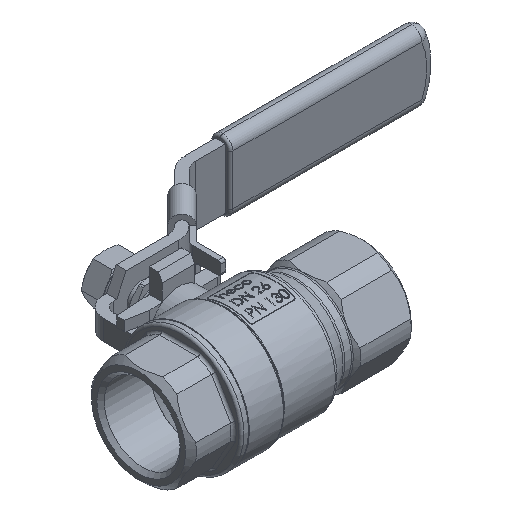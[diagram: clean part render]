
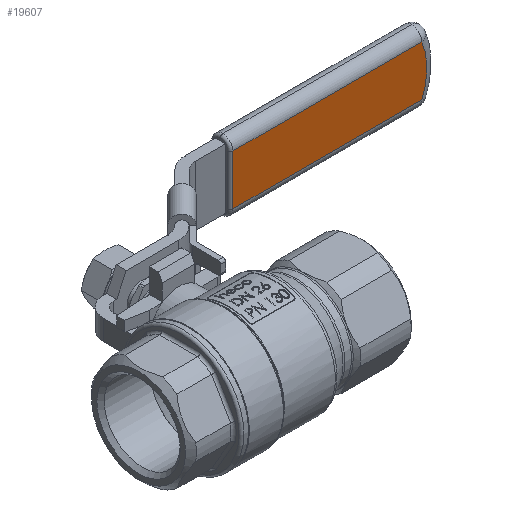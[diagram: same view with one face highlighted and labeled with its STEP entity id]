
A CAD part, isometric view. The second image highlights one B-rep face of the part: STEP entity #19607.
In plain terms, the highlighted planar face has unit normal (0, -1, 0).
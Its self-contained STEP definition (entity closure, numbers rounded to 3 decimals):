
#570 = FACE_OUTER_BOUND ( 'NONE', #36000, .T. ) ;
#603 = PLANE ( 'NONE',  #25981 ) ;
#614 = CARTESIAN_POINT ( 'NONE',  ( 140., 66., 14. ) ) ;
#615 = DIRECTION ( 'NONE',  ( 0., 1., 0. ) ) ;
#616 = DIRECTION ( 'NONE',  ( -1., 0., 0. ) ) ;
#1481 = CARTESIAN_POINT ( 'NONE',  ( 58.627, 66., 10. ) ) ;
#1485 = CARTESIAN_POINT ( 'NONE',  ( 134., 66., 10. ) ) ;
#4550 = VECTOR ( 'NONE', #21503, 1000. ) ;
#10895 = EDGE_CURVE ( 'NONE', #13666, #13024, #21501, .T. ) ;
#13023 = VERTEX_POINT ( 'NONE', #24828 ) ;
#13024 = VERTEX_POINT ( 'NONE', #24829 ) ;
#13666 = VERTEX_POINT ( 'NONE', #1481 ) ;
#13670 = VERTEX_POINT ( 'NONE', #1485 ) ;
#19607 = ADVANCED_FACE ( 'NONE', ( #570 ), #603, .F. ) ;
#21501 = LINE ( 'NONE', #21502, #4550 ) ;
#21502 = CARTESIAN_POINT ( 'NONE',  ( 58.627, 66., 14. ) ) ;
#21503 = DIRECTION ( 'NONE',  ( 0., 0., -1. ) ) ;
#24828 = CARTESIAN_POINT ( 'NONE',  ( 134., 66., -10. ) ) ;
#24829 = CARTESIAN_POINT ( 'NONE',  ( 58.627, 66., -10. ) ) ;
#25583 = ORIENTED_EDGE ( 'NONE', *, *, #36612, .T. ) ;
#25584 = ORIENTED_EDGE ( 'NONE', *, *, #10895, .T. ) ;
#25585 = ORIENTED_EDGE ( 'NONE', *, *, #36613, .T. ) ;
#25586 = ORIENTED_EDGE ( 'NONE', *, *, #36610, .T. ) ;
#25981 = AXIS2_PLACEMENT_3D ( 'NONE', #614, #615, #616 ) ;
#28553 = CIRCLE ( 'NONE', #28555, 26. ) ;
#28555 = AXIS2_PLACEMENT_3D ( 'NONE', #29560, #29561, #29562 ) ;
#28556 = VECTOR ( 'NONE', #29566, 1000. ) ;
#28558 = VECTOR ( 'NONE', #29569, 1000. ) ;
#29558 = LINE ( 'NONE', #29559, #28556 ) ;
#29559 = CARTESIAN_POINT ( 'NONE',  ( 140., 66., 10. ) ) ;
#29560 = CARTESIAN_POINT ( 'NONE',  ( 110., 66., 0. ) ) ;
#29561 = DIRECTION ( 'NONE',  ( 0., -1., 0. ) ) ;
#29562 = DIRECTION ( 'NONE',  ( -1., 0., 0. ) ) ;
#29566 = DIRECTION ( 'NONE',  ( -1., 0., 0. ) ) ;
#29567 = LINE ( 'NONE', #29568, #28558 ) ;
#29568 = CARTESIAN_POINT ( 'NONE',  ( 136.533, 66., -10. ) ) ;
#29569 = DIRECTION ( 'NONE',  ( 1., 0., 0. ) ) ;
#36000 = EDGE_LOOP ( 'NONE', ( #25583, #25584, #25585, #25586 ) ) ;
#36610 = EDGE_CURVE ( 'NONE', #13023, #13670, #28553, .T. ) ;
#36612 = EDGE_CURVE ( 'NONE', #13670, #13666, #29558, .T. ) ;
#36613 = EDGE_CURVE ( 'NONE', #13024, #13023, #29567, .T. ) ;
